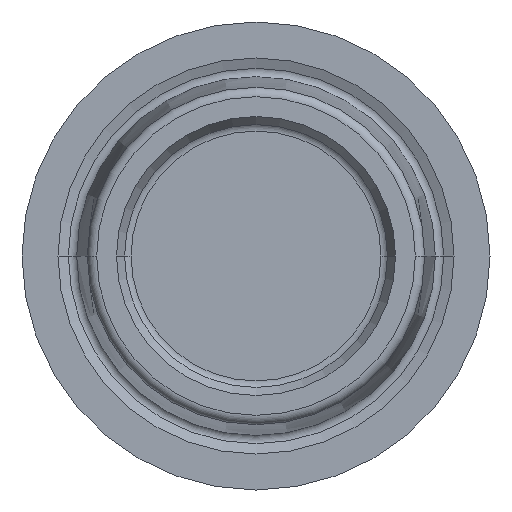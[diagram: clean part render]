
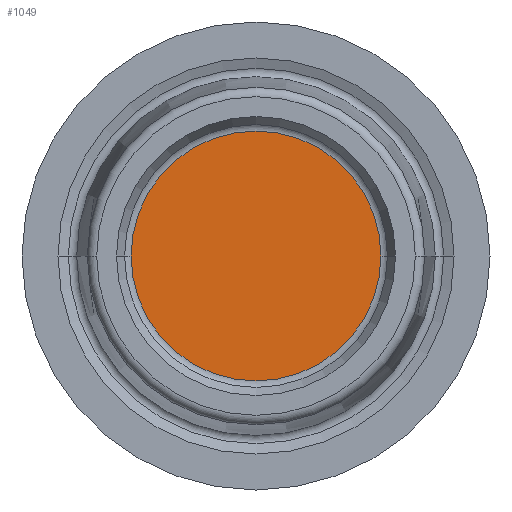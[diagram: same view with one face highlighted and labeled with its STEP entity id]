
A CAD part, left-side view. The second image highlights one B-rep face of the part: STEP entity #1049.
In plain terms, the highlighted planar face has unit normal (-1, 0, 0).
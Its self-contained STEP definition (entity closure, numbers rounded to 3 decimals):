
#213=CARTESIAN_POINT('',(5.95,0.,0.));
#214=DIRECTION('',(-1.,0.,0.));
#215=DIRECTION('',(0.,1.,0.));
#216=AXIS2_PLACEMENT_3D('',#213,#214,#215);
#223=CARTESIAN_POINT('',(5.95,0.,0.));
#224=DIRECTION('',(1.,0.,0.));
#225=DIRECTION('',(0.,1.,0.));
#226=AXIS2_PLACEMENT_3D('',#223,#224,#225);
#610=CARTESIAN_POINT('',(5.95,6.675,0.));
#612=VERTEX_POINT('',#610);
#614=CARTESIAN_POINT('',(5.95,-6.675,0.));
#616=VERTEX_POINT('',#614);
#1040=CARTESIAN_POINT('',(5.95,0.,0.));
#1041=DIRECTION('',(1.,0.,0.));
#1042=DIRECTION('',(0.,-1.,0.));
#1043=AXIS2_PLACEMENT_3D('',#1040,#1041,#1042);
#1044=PLANE('',#1043);
#1045=ORIENTED_EDGE('',*,*,#1035,.T.);
#1046=ORIENTED_EDGE('',*,*,#1019,.F.);
#1047=EDGE_LOOP('',(#1045,#1046));
#1048=FACE_OUTER_BOUND('',#1047,.F.);
#1049=ADVANCED_FACE('',(#1048),#1044,.F.);
#217=CIRCLE('',#216,6.675);
#227=CIRCLE('',#226,6.675);
#1019=EDGE_CURVE('',#612,#616,#217,.T.);
#1035=EDGE_CURVE('',#612,#616,#227,.T.);
